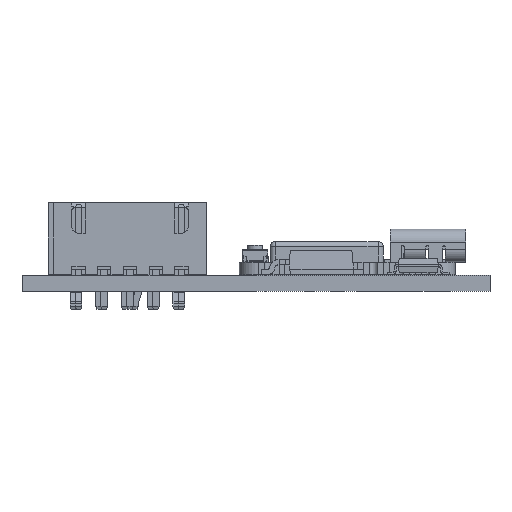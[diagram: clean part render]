
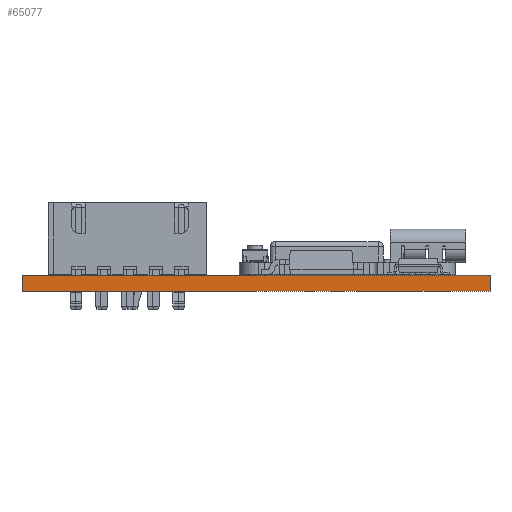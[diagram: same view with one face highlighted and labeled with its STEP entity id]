
A CAD part, front view. The second image highlights one B-rep face of the part: STEP entity #65077.
In plain terms, the highlighted planar face has unit normal (0, -1, 0).
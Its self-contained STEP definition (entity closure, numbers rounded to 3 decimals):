
#65077 = ADVANCED_FACE('',(#65078),#65112,.T.);
#65078 = FACE_BOUND('',#65079,.T.);
#65079 = EDGE_LOOP('',(#65080,#65090,#65098,#65106));
#65080 = ORIENTED_EDGE('',*,*,#65081,.T.);
#65081 = EDGE_CURVE('',#65082,#65084,#65086,.T.);
#65082 = VERTEX_POINT('',#65083);
#65083 = CARTESIAN_POINT('',(240.,-108.5,0.));
#65084 = VERTEX_POINT('',#65085);
#65085 = CARTESIAN_POINT('',(240.,-108.5,1.6));
#65086 = LINE('',#65087,#65088);
#65087 = CARTESIAN_POINT('',(240.,-108.5,0.));
#65088 = VECTOR('',#65089,1.);
#65089 = DIRECTION('',(0.,0.,1.));
#65090 = ORIENTED_EDGE('',*,*,#65091,.T.);
#65091 = EDGE_CURVE('',#65084,#65092,#65094,.T.);
#65092 = VERTEX_POINT('',#65093);
#65093 = CARTESIAN_POINT('',(194.5,-108.5,1.6));
#65094 = LINE('',#65095,#65096);
#65095 = CARTESIAN_POINT('',(240.,-108.5,1.6));
#65096 = VECTOR('',#65097,1.);
#65097 = DIRECTION('',(-1.,0.,0.));
#65098 = ORIENTED_EDGE('',*,*,#65099,.F.);
#65099 = EDGE_CURVE('',#65100,#65092,#65102,.T.);
#65100 = VERTEX_POINT('',#65101);
#65101 = CARTESIAN_POINT('',(194.5,-108.5,0.));
#65102 = LINE('',#65103,#65104);
#65103 = CARTESIAN_POINT('',(194.5,-108.5,0.));
#65104 = VECTOR('',#65105,1.);
#65105 = DIRECTION('',(0.,0.,1.));
#65106 = ORIENTED_EDGE('',*,*,#65107,.F.);
#65107 = EDGE_CURVE('',#65082,#65100,#65108,.T.);
#65108 = LINE('',#65109,#65110);
#65109 = CARTESIAN_POINT('',(240.,-108.5,0.));
#65110 = VECTOR('',#65111,1.);
#65111 = DIRECTION('',(-1.,0.,0.));
#65112 = PLANE('',#65113);
#65113 = AXIS2_PLACEMENT_3D('',#65114,#65115,#65116);
#65114 = CARTESIAN_POINT('',(240.,-108.5,0.));
#65115 = DIRECTION('',(0.,-1.,0.));
#65116 = DIRECTION('',(-1.,0.,0.));
